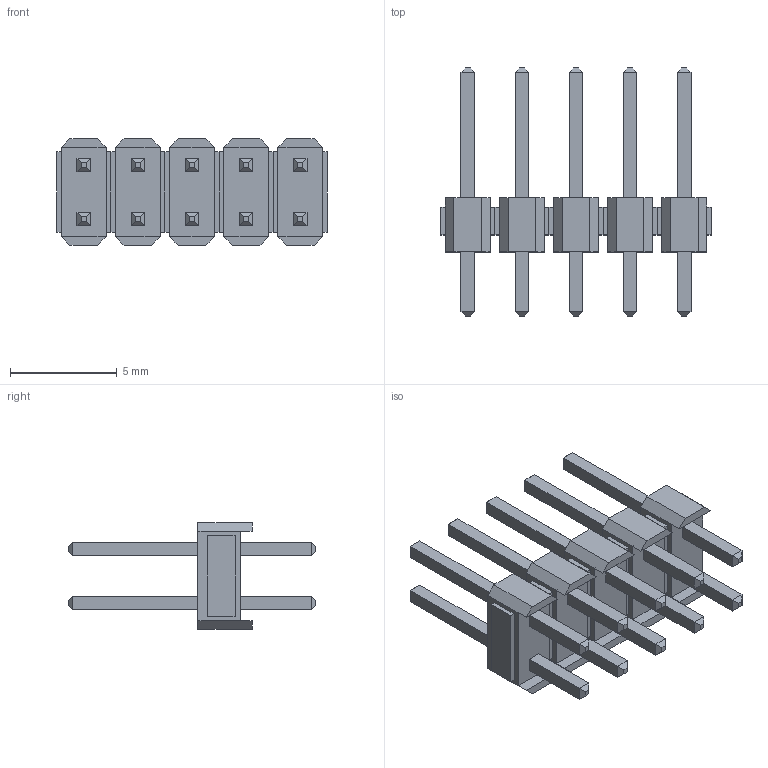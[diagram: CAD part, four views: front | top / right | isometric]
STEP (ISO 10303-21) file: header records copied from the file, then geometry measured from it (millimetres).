
FILE_DESCRIPTION (( 'STEP AP214' ), '1' );
FILE_NAME ('PLD-10.STEP', '2019-06-28T08:49:54', ( '' ), ( '' ), 'SwSTEP 2.0', 'SolidWorks 2018', '' );
FILE_SCHEMA (( 'AUTOMOTIVE_DESIGN' ));
Length unit declared in the file: millimetre
Products named in the file (1): PLD-10
Bounding box: 12.7 x 11.64 x 5 mm (x, y, z)
Volume: 155 mm3; surface area: 520.8 mm2
Topology: 5 solids, 5 shells, 300 faces, 680 edges, 420 vertices
Faces by surface type: plane 300
Entity records: 11454 total; most frequent: CARTESIAN_POINT 1401, ORIENTED_EDGE 1360, DIRECTION 1282, EDGE_CURVE 680, VECTOR 680, LINE 680, VERTEX_POINT 420, EDGE_LOOP 330
